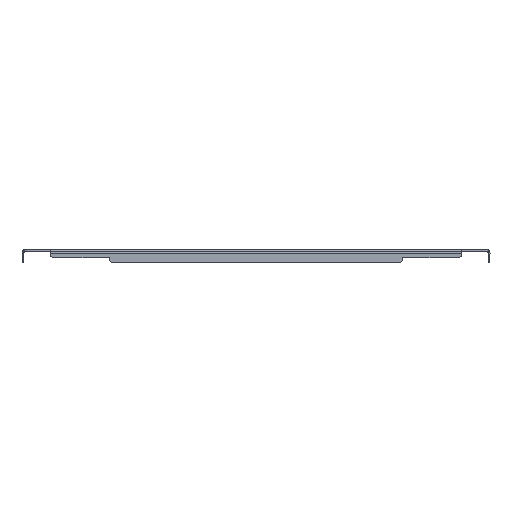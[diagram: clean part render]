
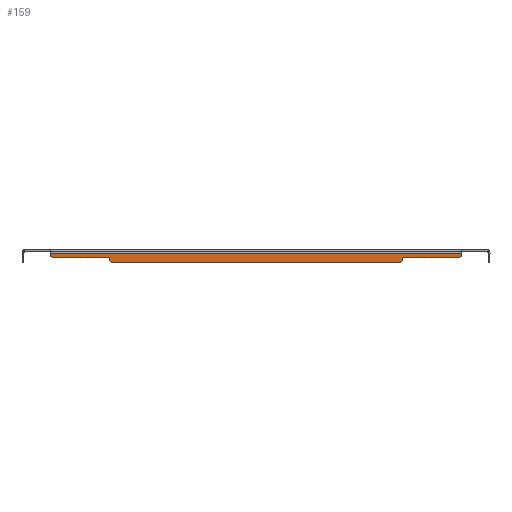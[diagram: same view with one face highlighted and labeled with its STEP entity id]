
A CAD part, front view. The second image highlights one B-rep face of the part: STEP entity #159.
In plain terms, the highlighted planar face has unit normal (0, -1, 0).
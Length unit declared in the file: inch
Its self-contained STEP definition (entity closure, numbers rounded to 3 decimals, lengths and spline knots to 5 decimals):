
#15 = VECTOR ( 'NONE', #4178, 39.37008 ) ;
#102 = ORIENTED_EDGE ( 'NONE', *, *, #1460, .F. ) ;
#141 = DIRECTION ( 'NONE',  ( -1., 0., 0. ) ) ;
#159 = ADVANCED_FACE ( 'NONE', ( #3530 ), #4171, .T. ) ;
#175 = VECTOR ( 'NONE', #184, 39.37008 ) ;
#184 = DIRECTION ( 'NONE',  ( 0., 0., -1. ) ) ;
#191 = ORIENTED_EDGE ( 'NONE', *, *, #2316, .F. ) ;
#241 = ORIENTED_EDGE ( 'NONE', *, *, #279, .F. ) ;
#248 = CARTESIAN_POINT ( 'NONE',  ( -10.09375, -34.46875, -0.625 ) ) ;
#271 = CARTESIAN_POINT ( 'NONE',  ( -16.34375, -34.46875, 0. ) ) ;
#279 = EDGE_CURVE ( 'NONE', #3279, #427, #2888, .T. ) ;
#383 = AXIS2_PLACEMENT_3D ( 'NONE', #1341, #693, #1679 ) ;
#386 = VERTEX_POINT ( 'NONE', #1883 ) ;
#427 = VERTEX_POINT ( 'NONE', #865 ) ;
#477 = CARTESIAN_POINT ( 'NONE',  ( 10.09375, -34.46875, -0.875 ) ) ;
#529 = EDGE_CURVE ( 'NONE', #386, #3984, #3888, .T. ) ;
#547 = CIRCLE ( 'NONE', #4089, 0.25 ) ;
#570 = CIRCLE ( 'NONE', #2959, 0.25 ) ;
#634 = CARTESIAN_POINT ( 'NONE',  ( 14.46875, -34.46875, -0.3125 ) ) ;
#665 = LINE ( 'NONE', #2675, #2939 ) ;
#684 = EDGE_LOOP ( 'NONE', ( #975, #241, #1787, #1691, #1113, #3623, #3309, #4090, #191, #2237, #102, #3327 ) ) ;
#693 = DIRECTION ( 'NONE',  ( 0., 1., 0. ) ) ;
#749 = EDGE_CURVE ( 'NONE', #4055, #2025, #2160, .T. ) ;
#832 = EDGE_CURVE ( 'NONE', #2025, #427, #665, .T. ) ;
#865 = CARTESIAN_POINT ( 'NONE',  ( 14.21875, -34.46875, -0.5625 ) ) ;
#936 = DIRECTION ( 'NONE',  ( 0., 1., 0. ) ) ;
#960 = CARTESIAN_POINT ( 'NONE',  ( -14.21875, -34.46875, -0.3125 ) ) ;
#968 = DIRECTION ( 'NONE',  ( 1., 0., 0. ) ) ;
#975 = ORIENTED_EDGE ( 'NONE', *, *, #832, .T. ) ;
#1113 = ORIENTED_EDGE ( 'NONE', *, *, #3184, .F. ) ;
#1142 = LINE ( 'NONE', #2442, #175 ) ;
#1162 = DIRECTION ( 'NONE',  ( 0., 0., -1. ) ) ;
#1341 = CARTESIAN_POINT ( 'NONE',  ( 10.09375, -34.46875, -0.625 ) ) ;
#1346 = LINE ( 'NONE', #2940, #3409 ) ;
#1362 = CARTESIAN_POINT ( 'NONE',  ( -10.09375, -34.46875, -0.875 ) ) ;
#1383 = CARTESIAN_POINT ( 'NONE',  ( 0., -34.46875, -0.875 ) ) ;
#1398 = VECTOR ( 'NONE', #141, 39.37008 ) ;
#1460 = EDGE_CURVE ( 'NONE', #4055, #2717, #1674, .T. ) ;
#1509 = VECTOR ( 'NONE', #968, 39.37008 ) ;
#1555 = EDGE_CURVE ( 'NONE', #1708, #3366, #1142, .T. ) ;
#1614 = DIRECTION ( 'NONE',  ( 0., 0., -1. ) ) ;
#1674 = CIRCLE ( 'NONE', #383, 0.25 ) ;
#1679 = DIRECTION ( 'NONE',  ( 0., 0., -1. ) ) ;
#1691 = ORIENTED_EDGE ( 'NONE', *, *, #529, .F. ) ;
#1694 = CARTESIAN_POINT ( 'NONE',  ( -10.34375, -34.46875, -0.5625 ) ) ;
#1708 = VERTEX_POINT ( 'NONE', #1694 ) ;
#1714 = VECTOR ( 'NONE', #1162, 39.37008 ) ;
#1726 = DIRECTION ( 'NONE',  ( 0., 0., -1. ) ) ;
#1740 = CARTESIAN_POINT ( 'NONE',  ( 10.34375, -34.46875, -0.625 ) ) ;
#1787 = ORIENTED_EDGE ( 'NONE', *, *, #3858, .F. ) ;
#1883 = CARTESIAN_POINT ( 'NONE',  ( -14.46875, -34.46875, -0.237 ) ) ;
#1945 = CARTESIAN_POINT ( 'NONE',  ( 14.46875, -34.46875, -0.237 ) ) ;
#2025 = VERTEX_POINT ( 'NONE', #3851 ) ;
#2041 = CARTESIAN_POINT ( 'NONE',  ( -10.34375, -34.46875, -0.625 ) ) ;
#2066 = VERTEX_POINT ( 'NONE', #3935 ) ;
#2084 = VERTEX_POINT ( 'NONE', #1362 ) ;
#2099 = DIRECTION ( 'NONE',  ( 0., 1., 0. ) ) ;
#2160 = LINE ( 'NONE', #2175, #15 ) ;
#2175 = CARTESIAN_POINT ( 'NONE',  ( 10.34375, -34.46875, 0. ) ) ;
#2237 = ORIENTED_EDGE ( 'NONE', *, *, #3770, .F. ) ;
#2316 = EDGE_CURVE ( 'NONE', #2084, #3366, #570, .T. ) ;
#2401 = CARTESIAN_POINT ( 'NONE',  ( -12.40625, -34.46875, -0.5625 ) ) ;
#2404 = LINE ( 'NONE', #1383, #3206 ) ;
#2442 = CARTESIAN_POINT ( 'NONE',  ( -10.34375, -34.46875, 0. ) ) ;
#2469 = DIRECTION ( 'NONE',  ( 0., 0., -1. ) ) ;
#2580 = EDGE_CURVE ( 'NONE', #1708, #3449, #3933, .T. ) ;
#2619 = AXIS2_PLACEMENT_3D ( 'NONE', #3703, #2099, #2469 ) ;
#2623 = DIRECTION ( 'NONE',  ( 0., -1., 0. ) ) ;
#2643 = DIRECTION ( 'NONE',  ( 0., 0., 1. ) ) ;
#2675 = CARTESIAN_POINT ( 'NONE',  ( 12.40625, -34.46875, -0.5625 ) ) ;
#2717 = VERTEX_POINT ( 'NONE', #477 ) ;
#2888 = CIRCLE ( 'NONE', #2619, 0.25 ) ;
#2939 = VECTOR ( 'NONE', #3970, 39.37008 ) ;
#2940 = CARTESIAN_POINT ( 'NONE',  ( -14.46875, -34.46875, -0.556 ) ) ;
#2959 = AXIS2_PLACEMENT_3D ( 'NONE', #248, #3170, #1614 ) ;
#3096 = AXIS2_PLACEMENT_3D ( 'NONE', #271, #2623, #1726 ) ;
#3127 = CARTESIAN_POINT ( 'NONE',  ( 14.46875, -34.46875, -0.556 ) ) ;
#3170 = DIRECTION ( 'NONE',  ( 0., 1., 0. ) ) ;
#3184 = EDGE_CURVE ( 'NONE', #2066, #386, #1346, .T. ) ;
#3189 = CARTESIAN_POINT ( 'NONE',  ( -14.21875, -34.46875, -0.5625 ) ) ;
#3206 = VECTOR ( 'NONE', #3980, 39.37008 ) ;
#3279 = VERTEX_POINT ( 'NONE', #634 ) ;
#3309 = ORIENTED_EDGE ( 'NONE', *, *, #2580, .F. ) ;
#3327 = ORIENTED_EDGE ( 'NONE', *, *, #749, .T. ) ;
#3366 = VERTEX_POINT ( 'NONE', #2041 ) ;
#3409 = VECTOR ( 'NONE', #2643, 39.37008 ) ;
#3449 = VERTEX_POINT ( 'NONE', #3189 ) ;
#3530 = FACE_OUTER_BOUND ( 'NONE', #684, .T. ) ;
#3570 = CARTESIAN_POINT ( 'NONE',  ( 14.46875, -34.46875, -0.237 ) ) ;
#3623 = ORIENTED_EDGE ( 'NONE', *, *, #4207, .F. ) ;
#3703 = CARTESIAN_POINT ( 'NONE',  ( 14.21875, -34.46875, -0.3125 ) ) ;
#3770 = EDGE_CURVE ( 'NONE', #2717, #2084, #2404, .T. ) ;
#3843 = LINE ( 'NONE', #3127, #1714 ) ;
#3851 = CARTESIAN_POINT ( 'NONE',  ( 10.34375, -34.46875, -0.5625 ) ) ;
#3858 = EDGE_CURVE ( 'NONE', #3984, #3279, #3843, .T. ) ;
#3888 = LINE ( 'NONE', #3570, #1509 ) ;
#3933 = LINE ( 'NONE', #2401, #1398 ) ;
#3935 = CARTESIAN_POINT ( 'NONE',  ( -14.46875, -34.46875, -0.3125 ) ) ;
#3970 = DIRECTION ( 'NONE',  ( 1., 0., 0. ) ) ;
#3980 = DIRECTION ( 'NONE',  ( -1., 0., 0. ) ) ;
#3984 = VERTEX_POINT ( 'NONE', #1945 ) ;
#4055 = VERTEX_POINT ( 'NONE', #1740 ) ;
#4089 = AXIS2_PLACEMENT_3D ( 'NONE', #960, #936, #4175 ) ;
#4090 = ORIENTED_EDGE ( 'NONE', *, *, #1555, .T. ) ;
#4171 = PLANE ( 'NONE',  #3096 ) ;
#4175 = DIRECTION ( 'NONE',  ( 0., 0., -1. ) ) ;
#4178 = DIRECTION ( 'NONE',  ( 0., 0., 1. ) ) ;
#4207 = EDGE_CURVE ( 'NONE', #3449, #2066, #547, .T. ) ;
